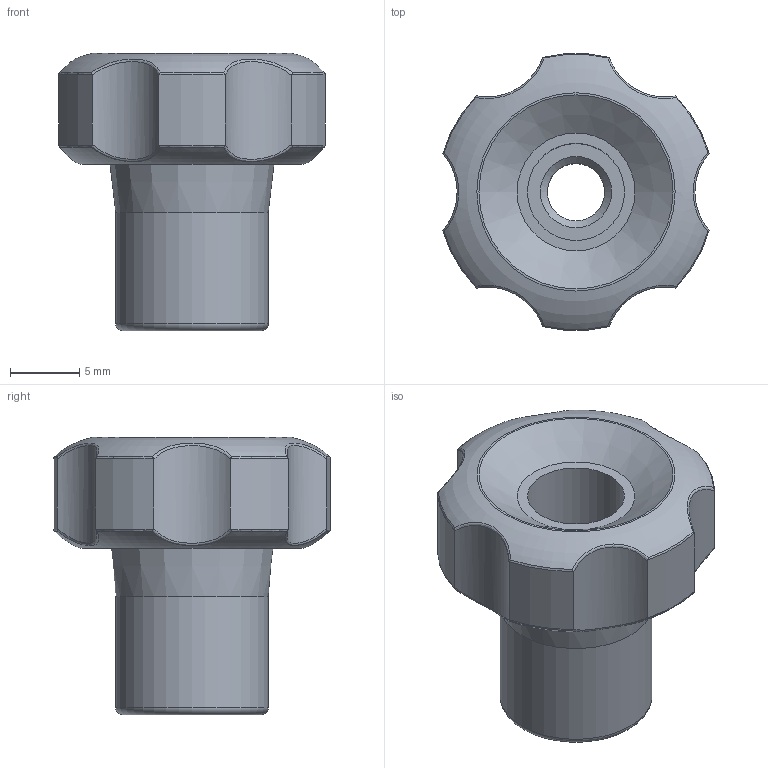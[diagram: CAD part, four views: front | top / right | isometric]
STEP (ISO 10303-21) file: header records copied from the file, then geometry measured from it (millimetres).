
FILE_DESCRIPTION( ( 'Unknown' ), '1' );
FILE_NAME( '6371010_LB20_FP_M05.stp', 'Unknown', ( 'Unknown' ), ( 'Unknown' ), 'PSStep 11.0', 'Unknown', ' ' );
FILE_SCHEMA( ( 'AUTOMOTIVE_DESIGN { 1 0 10303 214 1 1 1 1 }' ) );
Length unit declared in the file: millimetre
Products named in the file (1): 6371010
Bounding box: 19.21 x 19.94 x 20 mm (x, y, z)
Volume: 2547.1 mm3; surface area: 1903.3 mm2
Topology: 1 solids, 1 shells, 54 faces, 140 edges, 92 vertices
Faces by surface type: torus 16, cylinder 15, bspline 12, plane 6, cone 5
Full cylindrical faces by diameter (mm): 4.134 x1, 7 x1, 11 x1
Entity records: 6196 total; most frequent: CARTESIAN_POINT 4639, ORIENTED_EDGE 250, DIRECTION 180, EDGE_CURVE 125, VERTEX_POINT 89, AXIS2_PLACEMENT_3D 84, EDGE_LOOP 72, B_SPLINE_CURVE_WITH_KNOTS 72
